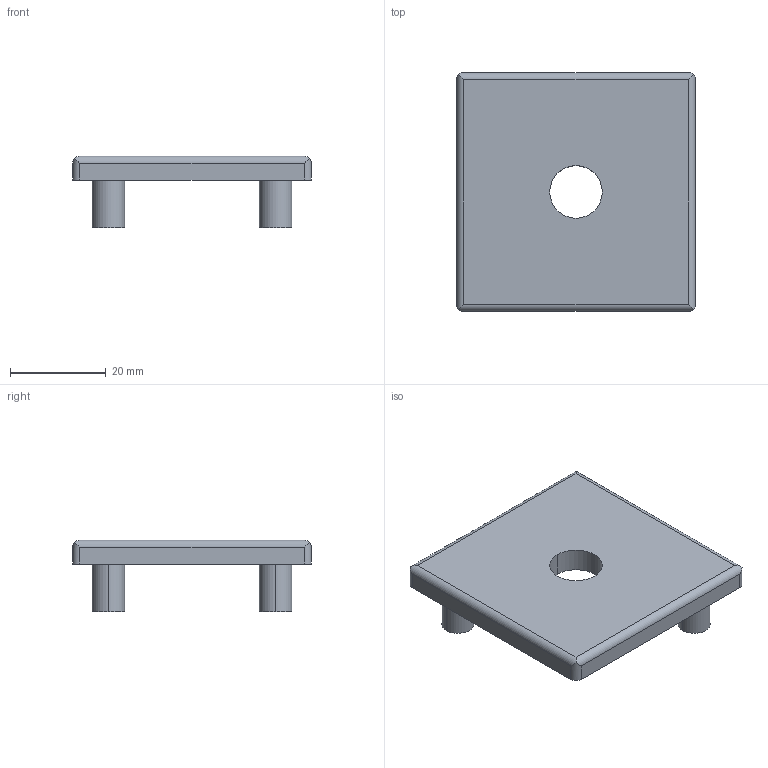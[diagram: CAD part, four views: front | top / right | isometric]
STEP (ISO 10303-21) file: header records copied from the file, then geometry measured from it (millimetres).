
FILE_DESCRIPTION(('Creo Elements/Direct Modeling STEP Export'),'2;1');
FILE_NAME('55.0305.2_Abdeckkappe-MMS-55-AL-Druckguss_50x50x5-D11.stp','2022-03-21T 8:08:30',(''),(''),'PTC Creo Elements/Direct Modeling STEP processor for AP214 (Solid Model)','PTC Creo Elements/Direct Modeling 19.0C 15-Aug-2015 (C) Parametric Technology GmbH','');
FILE_SCHEMA(('AUTOMOTIVE_DESIGN { 1 0 10303 214 1 1 1 1 }'));
Length unit declared in the file: millimetre
Products named in the file (2): Abdeckkappe-MMS-55-AL-Druckguss_50x50x5-D11_55.0305.2_PX176289
Assembly tree (1 placements, depth 2):
  Abdeckkappe-MMS-55-AL-Druckguss_50x50x5-D11_55.0305.2_PX176289
    Abdeckkappe-MMS-55-AL-Druckguss_50x50x5-D11_55.0305.2_PX176289
Bounding box: 50 x 50 x 15 mm (x, y, z)
Volume: 12648 mm3; surface area: 6266.8 mm2
Topology: 1 solids, 1 shells, 22 faces, 54 edges, 36 vertices
Faces by surface type: cylinder 14, plane 8
Entity records: 685 total; most frequent: DIRECTION 118, CARTESIAN_POINT 108, ORIENTED_EDGE 108, EDGE_CURVE 54, AXIS2_PLACEMENT_3D 46, VERTEX_POINT 36, VECTOR 26, LINE 26
